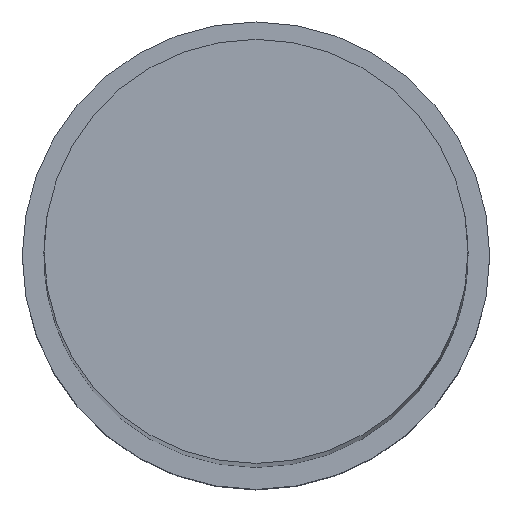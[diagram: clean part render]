
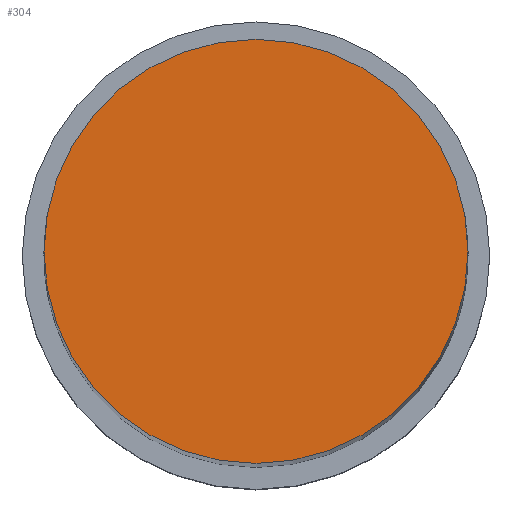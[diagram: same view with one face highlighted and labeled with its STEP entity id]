
A CAD part, top view. The second image highlights one B-rep face of the part: STEP entity #304.
In plain terms, the highlighted planar face has unit normal (0, 0, 1).
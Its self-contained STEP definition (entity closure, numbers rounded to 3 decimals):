
#29 = CARTESIAN_POINT ( 'NONE',  ( 12.7, 0., 0. ) ) ;
#97 = FACE_OUTER_BOUND ( 'NONE', #520, .T. ) ;
#130 = VERTEX_POINT ( 'NONE', #163 ) ;
#154 = AXIS2_PLACEMENT_3D ( 'NONE', #616, #676, #306 ) ;
#163 = CARTESIAN_POINT ( 'NONE',  ( -12.7, 0., 0. ) ) ;
#232 = EDGE_CURVE ( 'NONE', #403, #130, #347, .T. ) ;
#304 = ADVANCED_FACE ( 'NONE', ( #97 ), #381, .F. ) ;
#306 = DIRECTION ( 'NONE',  ( 1., 0., 0. ) ) ;
#310 = DIRECTION ( 'NONE',  ( 0., 0., -1. ) ) ;
#347 = CIRCLE ( 'NONE', #479, 12.7 ) ;
#381 = PLANE ( 'NONE',  #692 ) ;
#383 = ORIENTED_EDGE ( 'NONE', *, *, #232, .T. ) ;
#393 = DIRECTION ( 'NONE',  ( 1., 0., 0. ) ) ;
#403 = VERTEX_POINT ( 'NONE', #29 ) ;
#404 = ORIENTED_EDGE ( 'NONE', *, *, #732, .T. ) ;
#447 = CARTESIAN_POINT ( 'NONE',  ( 0., 0., 0. ) ) ;
#479 = AXIS2_PLACEMENT_3D ( 'NONE', #633, #705, #393 ) ;
#520 = EDGE_LOOP ( 'NONE', ( #383, #404 ) ) ;
#616 = CARTESIAN_POINT ( 'NONE',  ( 0., 0., 0. ) ) ;
#628 = DIRECTION ( 'NONE',  ( -1., 0., 0. ) ) ;
#633 = CARTESIAN_POINT ( 'NONE',  ( 0., 0., 0. ) ) ;
#676 = DIRECTION ( 'NONE',  ( 0., 0., 1. ) ) ;
#692 = AXIS2_PLACEMENT_3D ( 'NONE', #447, #310, #628 ) ;
#705 = DIRECTION ( 'NONE',  ( 0., 0., 1. ) ) ;
#725 = CIRCLE ( 'NONE', #154, 12.7 ) ;
#732 = EDGE_CURVE ( 'NONE', #130, #403, #725, .T. ) ;
